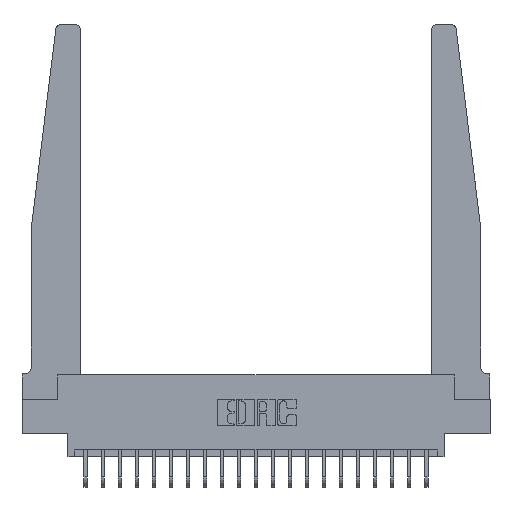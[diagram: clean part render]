
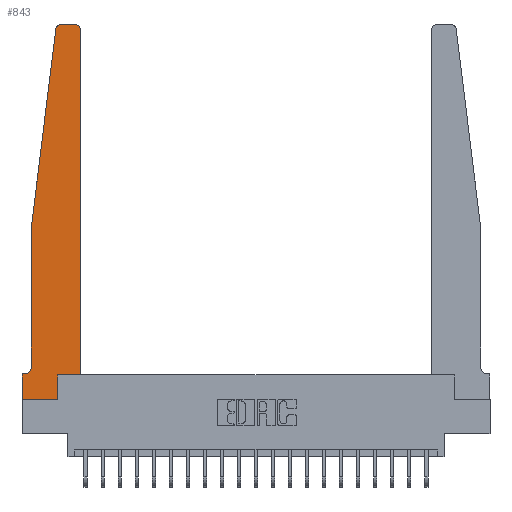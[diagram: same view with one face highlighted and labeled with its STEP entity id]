
A CAD part, top view. The second image highlights one B-rep face of the part: STEP entity #843.
In plain terms, the highlighted planar face has unit normal (0, 0, 1).
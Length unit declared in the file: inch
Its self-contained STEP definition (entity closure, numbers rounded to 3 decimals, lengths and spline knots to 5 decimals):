
#465 = DIRECTION ( 'NONE',  ( -0.122, -0.992, 0. ) ) ;
#495 = DIRECTION ( 'NONE',  ( 1., 0., 0. ) ) ;
#822 = VERTEX_POINT ( 'NONE', #9295 ) ;
#843 = ADVANCED_FACE ( 'NONE', ( #5912 ), #5312, .T. ) ;
#896 = EDGE_CURVE ( 'NONE', #3607, #9132, #9038, .T. ) ;
#970 = LINE ( 'NONE', #6442, #3211 ) ;
#1119 = ORIENTED_EDGE ( 'NONE', *, *, #4647, .T. ) ;
#1132 = LINE ( 'NONE', #9390, #4218 ) ;
#1339 = ORIENTED_EDGE ( 'NONE', *, *, #14033, .T. ) ;
#1720 = VECTOR ( 'NONE', #1936, 39.37008 ) ;
#1794 = AXIS2_PLACEMENT_3D ( 'NONE', #21308, #17940, #12623 ) ;
#1863 = EDGE_LOOP ( 'NONE', ( #21296, #4564, #1339, #4970, #6784, #5983, #23026, #10121, #16029, #17977, #1119, #19599 ) ) ;
#1936 = DIRECTION ( 'NONE',  ( 0., -1., 0. ) ) ;
#2110 = VERTEX_POINT ( 'NONE', #14600 ) ;
#2530 = EDGE_CURVE ( 'NONE', #3345, #3607, #4677, .T. ) ;
#2609 = CARTESIAN_POINT ( 'NONE',  ( 0.2605, 0.18, 0.37 ) ) ;
#2826 = LINE ( 'NONE', #3505, #1720 ) ;
#2923 = DIRECTION ( 'NONE',  ( 0., 0., 1. ) ) ;
#3079 = DIRECTION ( 'NONE',  ( 1., 0., 0. ) ) ;
#3122 = CARTESIAN_POINT ( 'NONE',  ( 0.25, 2.75, 0.37 ) ) ;
#3152 = CIRCLE ( 'NONE', #20918, 0.03 ) ;
#3211 = VECTOR ( 'NONE', #20633, 39.37008 ) ;
#3345 = VERTEX_POINT ( 'NONE', #11984 ) ;
#3480 = CARTESIAN_POINT ( 'NONE',  ( 0.425, 0.18, 0.37 ) ) ;
#3499 = DIRECTION ( 'NONE',  ( 1., 0., 0. ) ) ;
#3505 = CARTESIAN_POINT ( 'NONE',  ( 0.065, 1.25, 0.37 ) ) ;
#3607 = VERTEX_POINT ( 'NONE', #14874 ) ;
#3703 = VECTOR ( 'NONE', #18809, 39.37008 ) ;
#4218 = VECTOR ( 'NONE', #465, 39.37008 ) ;
#4427 = CARTESIAN_POINT ( 'NONE',  ( 0.425, 2.72, 0.37 ) ) ;
#4564 = ORIENTED_EDGE ( 'NONE', *, *, #8888, .T. ) ;
#4647 = EDGE_CURVE ( 'NONE', #822, #9981, #16680, .T. ) ;
#4677 = LINE ( 'NONE', #20451, #7820 ) ;
#4844 = DIRECTION ( 'NONE',  ( 0., 0., -1. ) ) ;
#4970 = ORIENTED_EDGE ( 'NONE', *, *, #20143, .T. ) ;
#5162 = CARTESIAN_POINT ( 'NONE',  ( 0.015, 0.2375, 0.37 ) ) ;
#5257 = EDGE_CURVE ( 'NONE', #22253, #22775, #8843, .T. ) ;
#5262 = CIRCLE ( 'NONE', #1794, 0.03 ) ;
#5312 = PLANE ( 'NONE',  #21553 ) ;
#5610 = EDGE_CURVE ( 'NONE', #9132, #7567, #18299, .T. ) ;
#5692 = AXIS2_PLACEMENT_3D ( 'NONE', #5162, #4844, #6692 ) ;
#5912 = FACE_OUTER_BOUND ( 'NONE', #1863, .T. ) ;
#5983 = ORIENTED_EDGE ( 'NONE', *, *, #11152, .T. ) ;
#6133 = VECTOR ( 'NONE', #21194, 39.37008 ) ;
#6372 = CARTESIAN_POINT ( 'NONE',  ( 0.425, 0.18, 0.37 ) ) ;
#6391 = CARTESIAN_POINT ( 'NONE',  ( 0.27653, 2.75, 0.37 ) ) ;
#6442 = CARTESIAN_POINT ( 'NONE',  ( 0.065, 0.1875, 0.37 ) ) ;
#6692 = DIRECTION ( 'NONE',  ( -1., 0., 0. ) ) ;
#6784 = ORIENTED_EDGE ( 'NONE', *, *, #5257, .T. ) ;
#7159 = EDGE_CURVE ( 'NONE', #7567, #822, #22051, .T. ) ;
#7567 = VERTEX_POINT ( 'NONE', #22139 ) ;
#7820 = VECTOR ( 'NONE', #15050, 39.37008 ) ;
#8637 = CARTESIAN_POINT ( 'NONE',  ( 0.015, 0.1875, 0.37 ) ) ;
#8843 = CIRCLE ( 'NONE', #5692, 0.05 ) ;
#8888 = EDGE_CURVE ( 'NONE', #10510, #15960, #3152, .T. ) ;
#9038 = LINE ( 'NONE', #18254, #20491 ) ;
#9113 = CARTESIAN_POINT ( 'NONE',  ( 0.24675, 2.72367, 0.37 ) ) ;
#9132 = VERTEX_POINT ( 'NONE', #16374 ) ;
#9244 = EDGE_CURVE ( 'NONE', #2110, #10510, #11501, .T. ) ;
#9295 = CARTESIAN_POINT ( 'NONE',  ( 0.425, 0.18, 0.37 ) ) ;
#9390 = CARTESIAN_POINT ( 'NONE',  ( 0.065, 1.25, 0.37 ) ) ;
#9981 = VERTEX_POINT ( 'NONE', #4427 ) ;
#10121 = ORIENTED_EDGE ( 'NONE', *, *, #896, .T. ) ;
#10510 = VERTEX_POINT ( 'NONE', #6391 ) ;
#11152 = EDGE_CURVE ( 'NONE', #22775, #3345, #970, .T. ) ;
#11501 = LINE ( 'NONE', #3122, #6133 ) ;
#11792 = DIRECTION ( 'NONE',  ( 0., 1., 0. ) ) ;
#11952 = DIRECTION ( 'NONE',  ( 1., 0., 0. ) ) ;
#11984 = CARTESIAN_POINT ( 'NONE',  ( 0., 0.1875, 0.37 ) ) ;
#12564 = CARTESIAN_POINT ( 'NONE',  ( 0., 0.1875, 0.37 ) ) ;
#12577 = CARTESIAN_POINT ( 'NONE',  ( 0.27653, 2.72, 0.37 ) ) ;
#12623 = DIRECTION ( 'NONE',  ( 1., 0., 0. ) ) ;
#14033 = EDGE_CURVE ( 'NONE', #15960, #22770, #1132, .T. ) ;
#14530 = DIRECTION ( 'NONE',  ( 0., 0., 1. ) ) ;
#14600 = CARTESIAN_POINT ( 'NONE',  ( 0.395, 2.75, 0.37 ) ) ;
#14874 = CARTESIAN_POINT ( 'NONE',  ( 0., 0., 0.37 ) ) ;
#15050 = DIRECTION ( 'NONE',  ( 0., -1., 0. ) ) ;
#15066 = VECTOR ( 'NONE', #11952, 39.37008 ) ;
#15960 = VERTEX_POINT ( 'NONE', #9113 ) ;
#16029 = ORIENTED_EDGE ( 'NONE', *, *, #5610, .T. ) ;
#16374 = CARTESIAN_POINT ( 'NONE',  ( 0.2605, 0., 0.37 ) ) ;
#16680 = LINE ( 'NONE', #3480, #3703 ) ;
#17295 = CARTESIAN_POINT ( 'NONE',  ( 0.065, 1.25, 0.37 ) ) ;
#17940 = DIRECTION ( 'NONE',  ( 0., 0., 1. ) ) ;
#17977 = ORIENTED_EDGE ( 'NONE', *, *, #7159, .T. ) ;
#18254 = CARTESIAN_POINT ( 'NONE',  ( 0., 0., 0.37 ) ) ;
#18299 = LINE ( 'NONE', #2609, #22504 ) ;
#18809 = DIRECTION ( 'NONE',  ( 0., 1., 0. ) ) ;
#19365 = CARTESIAN_POINT ( 'NONE',  ( 0.065, 0.2375, 0.37 ) ) ;
#19599 = ORIENTED_EDGE ( 'NONE', *, *, #22445, .T. ) ;
#20143 = EDGE_CURVE ( 'NONE', #22770, #22253, #2826, .T. ) ;
#20451 = CARTESIAN_POINT ( 'NONE',  ( 0., 0., 0.37 ) ) ;
#20491 = VECTOR ( 'NONE', #495, 39.37008 ) ;
#20633 = DIRECTION ( 'NONE',  ( -1., 0., 0. ) ) ;
#20918 = AXIS2_PLACEMENT_3D ( 'NONE', #12577, #14530, #3499 ) ;
#21194 = DIRECTION ( 'NONE',  ( -1., 0., 0. ) ) ;
#21296 = ORIENTED_EDGE ( 'NONE', *, *, #9244, .T. ) ;
#21308 = CARTESIAN_POINT ( 'NONE',  ( 0.395, 2.72, 0.37 ) ) ;
#21553 = AXIS2_PLACEMENT_3D ( 'NONE', #12564, #2923, #3079 ) ;
#22051 = LINE ( 'NONE', #6372, #15066 ) ;
#22139 = CARTESIAN_POINT ( 'NONE',  ( 0.2605, 0.18, 0.37 ) ) ;
#22253 = VERTEX_POINT ( 'NONE', #19365 ) ;
#22445 = EDGE_CURVE ( 'NONE', #9981, #2110, #5262, .T. ) ;
#22504 = VECTOR ( 'NONE', #11792, 39.37008 ) ;
#22770 = VERTEX_POINT ( 'NONE', #17295 ) ;
#22775 = VERTEX_POINT ( 'NONE', #8637 ) ;
#23026 = ORIENTED_EDGE ( 'NONE', *, *, #2530, .T. ) ;
